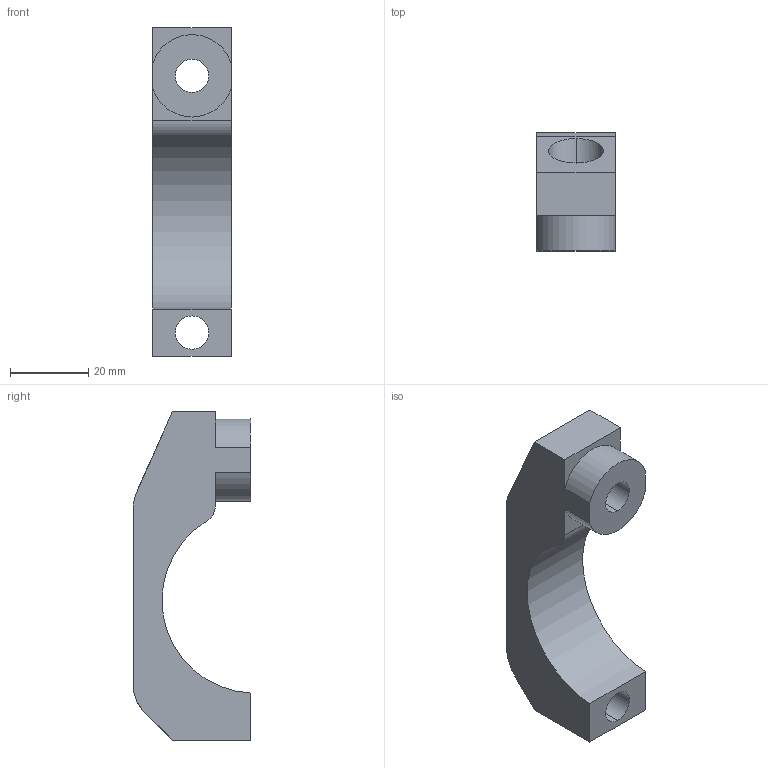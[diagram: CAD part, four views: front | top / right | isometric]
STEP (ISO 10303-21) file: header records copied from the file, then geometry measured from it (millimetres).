
FILE_DESCRIPTION (( 'STEP AP203' ), '1' );
FILE_NAME ('lifter gearbox saddle clamp v3.STEP', '2017-03-10T10:18:40', ( '' ), ( '' ), 'SwSTEP 2.0', 'SolidWorks 2015', '' );
FILE_SCHEMA (( 'CONFIG_CONTROL_DESIGN' ));
Length unit declared in the file: millimetre
Products named in the file (1): lifter gearbox saddle clamp v3
Bounding box: 20 x 30 x 83.71 mm (x, y, z)
Volume: 24833.6 mm3; surface area: 8852.6 mm2
Topology: 1 solids, 1 shells, 29 faces, 76 edges, 50 vertices
Faces by surface type: cylinder 15, plane 14
Entity records: 1027 total; most frequent: CARTESIAN_POINT 214, DIRECTION 156, ORIENTED_EDGE 152, EDGE_CURVE 76, AXIS2_PLACEMENT_3D 56, VERTEX_POINT 50, VECTOR 44, LINE 44
